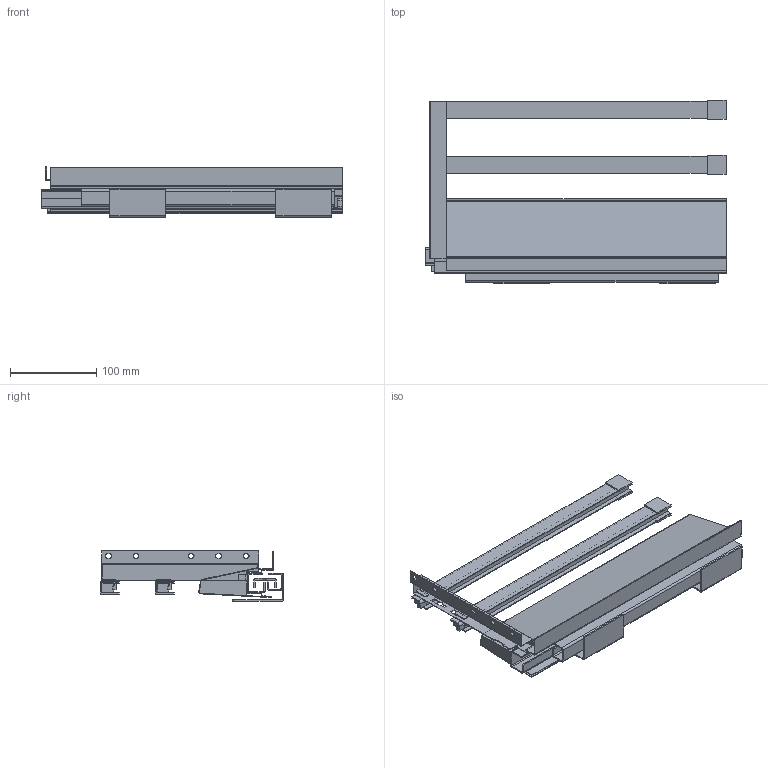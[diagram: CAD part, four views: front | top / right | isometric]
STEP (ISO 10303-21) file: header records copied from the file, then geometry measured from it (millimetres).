
FILE_DESCRIPTION (( 'STEP AP214' ), '1' );
FILE_NAME ('F004654,F004660-CLOSED_RIGHT_3D.step', '2022-06-06T12:04:13', ( '' ), ( '' ), 'SwSTEP 2.0', 'SolidWorks 2020', '' );
FILE_SCHEMA (( 'AUTOMOTIVE_DESIGN' ));
Length unit declared in the file: millimetre
Products named in the file (12): ND30-Reling-SQUARE-350-bez drzaku; Koncovka ND30-SQUARE reling-RIGHT; ND30-VYSUV-350-CLOSED_RIGHT; F004654,F004660-CLOSED_RIGHT_3D; ND30-350,400,450-VNEJSI PRAVY; ND30-boènice sestava H201-2xSQUARE reling-350-PRAVA; ND30-350-VNITRNI PRAVY; Riex ND30 Bocnice-350-H86-PRAVA; ND30-drzak zad-H201-PRAVY; ND30-350-STREDNI PRAVY; Reling SQUARE-sestava-350-PRAVY
Assembly tree (13 placements, depth 4):
  F004654,F004660-CLOSED_RIGHT_3D
    ND30-VYSUV-350-CLOSED_RIGHT
      ND30-350,400,450-VNEJSI PRAVY
      ND30-350-STREDNI PRAVY
      ND30-350-VNITRNI PRAVY
    ND30-boènice sestava H201-2xSQUARE reling-350-PRAVA
      Riex ND30 Bocnice-350-H86-PRAVA
      ND30-drzak zad-H201-PRAVY
      Reling SQUARE-sestava-350-PRAVY
        ND30-Reling-SQUARE-350-bez drzaku
        Koncovka ND30-SQUARE reling-RIGHT
      Reling SQUARE-sestava-350-PRAVY
        ND30-Reling-SQUARE-350-bez drzaku
        Koncovka ND30-SQUARE reling-RIGHT
Bounding box: 349 x 213.75 x 58.5 mm (x, y, z)
Volume: 321727.6 mm3; surface area: 456902.3 mm2
Topology: 19 solids, 19 shells, 457 faces, 1199 edges, 782 vertices
Faces by surface type: plane 298, cylinder 111, cone 48
Entity records: 12745 total; most frequent: DIRECTION 2127, CARTESIAN_POINT 2126, ORIENTED_EDGE 2076, EDGE_CURVE 1038, LINE 775, VECTOR 775, AXIS2_PLACEMENT_3D 676, VERTEX_POINT 675
